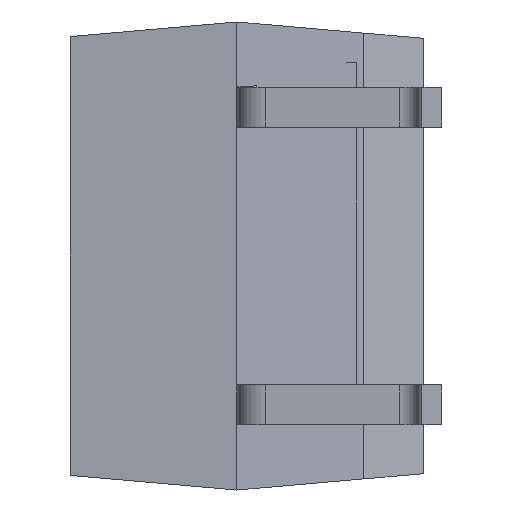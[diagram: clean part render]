
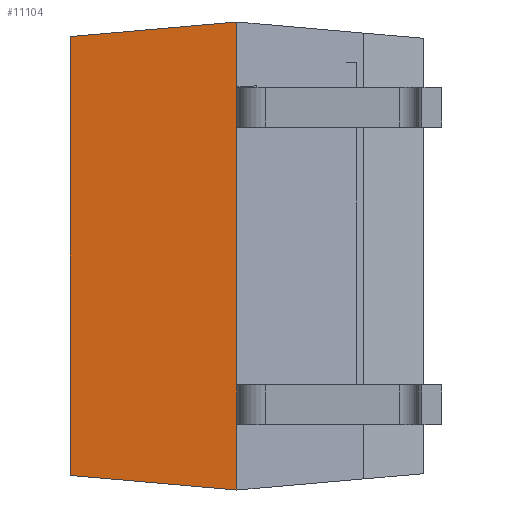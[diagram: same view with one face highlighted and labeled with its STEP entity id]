
A CAD part, left-side view. The second image highlights one B-rep face of the part: STEP entity #11104.
In plain terms, the highlighted planar face has unit normal (-0.996, 0.087, 0).
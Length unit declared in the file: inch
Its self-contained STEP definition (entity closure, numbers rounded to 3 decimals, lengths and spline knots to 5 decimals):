
#8471=CARTESIAN_POINT('',(-0.36515,0.089,0.11065));
#8472=VERTEX_POINT('',#8471);
#8489=CARTESIAN_POINT('',(-0.36515,0.089,-0.11065));
#8490=VERTEX_POINT('',#8489);
#8497=CARTESIAN_POINT('',(-0.36515,0.089,0.11065));
#8498=DIRECTION('',(0.0,0.0,-1.0));
#8499=VECTOR('',#8498,0.2213);
#8500=LINE('',#8497,#8499);
#8501=EDGE_CURVE('',#8490,#8472,#8500,.F.);
#8848=CARTESIAN_POINT('',(-0.3725,0.005,-0.065));
#8849=VERTEX_POINT('',#8848);
#8850=CARTESIAN_POINT('',(-0.3725,0.005,-0.085));
#8851=VERTEX_POINT('',#8850);
#8852=CARTESIAN_POINT('',(-0.3725,0.005,-0.065));
#8853=DIRECTION('',(0.0,0.0,-1.0));
#8854=VECTOR('',#8853,0.02);
#8855=LINE('',#8852,#8854);
#8856=EDGE_CURVE('',#8849,#8851,#8855,.T.);
#9937=CARTESIAN_POINT('',(-0.3725,0.005,0.08529));
#9938=VERTEX_POINT('',#9937);
#9939=CARTESIAN_POINT('',(-0.3725,0.005,0.065));
#9940=VERTEX_POINT('',#9939);
#9941=CARTESIAN_POINT('',(-0.3725,0.005,0.08529));
#9942=DIRECTION('',(0.0,0.0,-1.0));
#9943=VECTOR('',#9942,0.02029);
#9944=LINE('',#9941,#9943);
#9945=EDGE_CURVE('',#9938,#9940,#9944,.T.);
#11029=CARTESIAN_POINT('',(-0.3725,0.005,-0.118));
#11030=VERTEX_POINT('',#11029);
#11031=CARTESIAN_POINT('',(-0.3725,0.005,-0.085));
#11032=DIRECTION('',(0.0,0.0,-1.0));
#11033=VECTOR('',#11032,0.033);
#11034=LINE('',#11031,#11033);
#11035=EDGE_CURVE('',#8851,#11030,#11034,.T.);
#11053=CARTESIAN_POINT('',(-0.3725,0.005,0.118));
#11054=VERTEX_POINT('',#11053);
#11061=CARTESIAN_POINT('',(-0.3725,0.005,0.118));
#11062=DIRECTION('',(0.0,0.0,-1.0));
#11063=VECTOR('',#11062,0.03271);
#11064=LINE('',#11061,#11063);
#11065=EDGE_CURVE('',#11054,#9938,#11064,.T.);
#11070=CARTESIAN_POINT('',(-0.3725,0.005,0.065));
#11071=DIRECTION('',(0.0,0.0,-1.0));
#11072=VECTOR('',#11071,0.13);
#11073=LINE('',#11070,#11072);
#11074=EDGE_CURVE('',#9940,#8849,#11073,.T.);
#11079=CARTESIAN_POINT('',(-0.38069,-0.08864,0.0));
#11080=DIRECTION('',(-0.996,0.087,0.0));
#11081=DIRECTION('',(0.0,0.0,1.0));
#11082=AXIS2_PLACEMENT_3D('',#11079,#11080,#11081);
#11083=PLANE('',#11082);
#11084=ORIENTED_EDGE('',*,*,#11065,.F.);
#11085=CARTESIAN_POINT('',(-0.3725,0.005,0.118));
#11086=DIRECTION('',(0.087,0.992,-0.087));
#11087=VECTOR('',#11086,0.08464);
#11088=LINE('',#11085,#11087);
#11089=EDGE_CURVE('',#11054,#8472,#11088,.T.);
#11090=ORIENTED_EDGE('',*,*,#11089,.T.);
#11091=ORIENTED_EDGE('',*,*,#8501,.F.);
#11092=CARTESIAN_POINT('',(-0.36515,0.089,-0.11065));
#11093=DIRECTION('',(-0.087,-0.992,-0.087));
#11094=VECTOR('',#11093,0.08464);
#11095=LINE('',#11092,#11094);
#11096=EDGE_CURVE('',#8490,#11030,#11095,.T.);
#11097=ORIENTED_EDGE('',*,*,#11096,.T.);
#11098=ORIENTED_EDGE('',*,*,#11035,.F.);
#11099=ORIENTED_EDGE('',*,*,#8856,.F.);
#11100=ORIENTED_EDGE('',*,*,#11074,.F.);
#11101=ORIENTED_EDGE('',*,*,#9945,.F.);
#11102=EDGE_LOOP('',(#11084,#11090,#11091,#11097,#11098,#11099,#11100,#11101));
#11103=FACE_OUTER_BOUND('',#11102,.T.);
#11104=ADVANCED_FACE('',(#11103),#11083,.T.);
